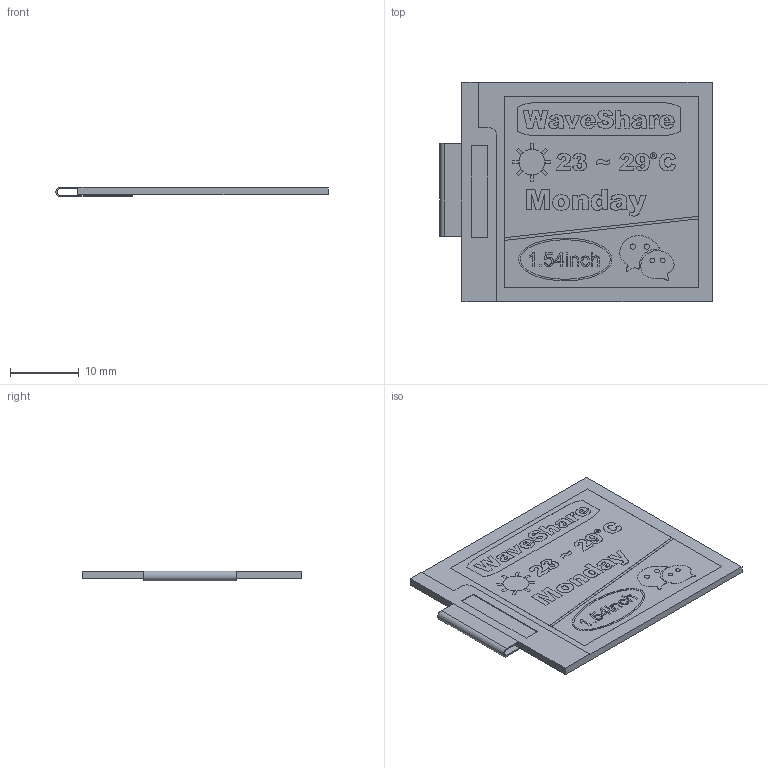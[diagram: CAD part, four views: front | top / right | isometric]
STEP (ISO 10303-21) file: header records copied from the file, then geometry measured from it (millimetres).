
FILE_DESCRIPTION(/* description */ ('Unknown'),/* implementation_level */ '2;1');
FILE_NAME(/* name */ 'Waveshare 1.54 (C) E-ink - Display Flush Folded',/* time_stamp */ '2018-11-07T17:23:22-05:00',/* author */ ('Unknown'),/* organization */ ('Unknown'),/* preprocessor_version */ 'ST-DEVELOPER v16.7',/* originating_system */ 'DEX',/* authorisation */ $);
FILE_SCHEMA (('AUTOMOTIVE_DESIGN {1 0 10303 214 3 1 1}'));
Length unit declared in the file: millimetre
Products named in the file (1): Waveshare 1.54 (C) E-ink - Display Flush Folded
Bounding box: 39.51 x 31.83 x 1.43 mm (x, y, z)
Volume: 1222.4 mm3; surface area: 3417.1 mm2
Topology: 39 solids, 59 shells, 665 faces, 1552 edges, 1034 vertices
Faces by surface type: plane 545, bspline 105, cylinder 15
Full cylindrical faces by diameter (mm): 0.294 x1, 0.682 x2, 0.762 x2, 0.867 x1, 3.713 x1
Entity records: 27187 total; most frequent: CARTESIAN_POINT 9836, ORIENTED_EDGE 3066, DIRECTION 2293, EDGE_CURVE 1533, LINE 1107, VECTOR 1107, VERTEX_POINT 1034, EDGE_LOOP 763
